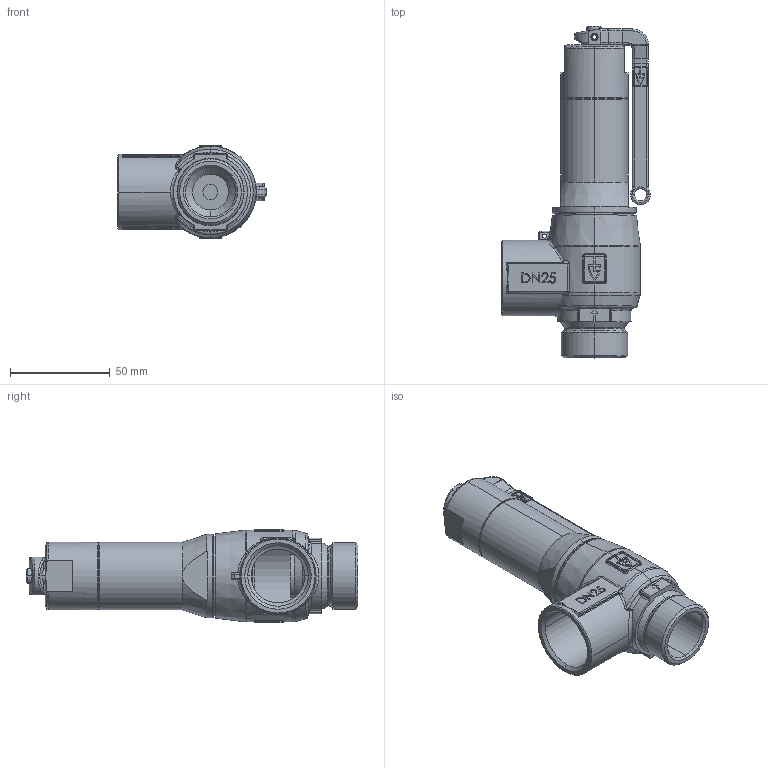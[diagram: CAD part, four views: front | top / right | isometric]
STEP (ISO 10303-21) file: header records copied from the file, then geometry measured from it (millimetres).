
FILE_DESCRIPTION (( 'STEP AP214' ), '1' );
FILE_NAME ('460L_1 BSP Dummy.STEP', '2012-04-20T09:48:40', ( 'Blankenhorn' ), ( '' ), 'SwSTEP 2.0', 'SolidWorks 2011', '' );
FILE_SCHEMA (( 'AUTOMOTIVE_DESIGN' ));
Length unit declared in the file: millimetre
Products named in the file (1): 460L_1 BSP Dummy
Bounding box: 74.5 x 166.1 x 47 mm (x, y, z)
Volume: 97835.1 mm3; surface area: 53510.5 mm2
Topology: 8 solids, 8 shells, 770 faces, 1885 edges, 1163 vertices
Faces by surface type: plane 272, cylinder 206, bspline 141, torus 84, cone 59, sphere 8
Entity records: 38319 total; most frequent: CARTESIAN_POINT 12361, ORIENTED_EDGE 3752, DIRECTION 3450, EDGE_CURVE 1876, AXIS2_PLACEMENT_3D 1291, VERTEX_POINT 1163, VECTOR 868, LINE 868
